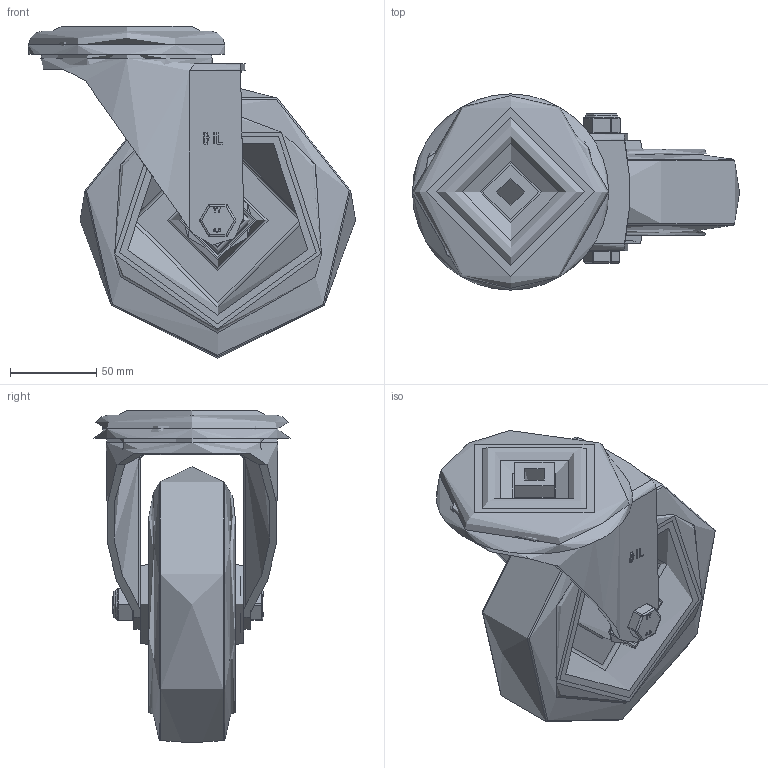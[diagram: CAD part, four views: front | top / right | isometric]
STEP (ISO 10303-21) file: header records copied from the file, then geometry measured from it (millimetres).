
FILE_DESCRIPTION(/* description */ (''),/* implementation_level */ '2;1');
FILE_NAME(/* name */ 'BZMM160SRNBBH16.step',/* time_stamp */ '2024-10-21T12:03:26+01:00',/* author */ (''),/* organization */ (''),/* preprocessor_version */ 'ST-DEVELOPER v20',/* originating_system */ 'Autodesk Translation Framework v13.20.0.188',/* authorisation */ '');
FILE_SCHEMA (('AUTOMOTIVE_DESIGN { 1 0 10303 214 3 1 1 }'));
Length unit declared in the file: millimetre
Products named in the file (19): BZMM160SRNBBH16; BZMM150ASBH16 v1; ZINC PLATED, PRESSED STEEL HEAD; ZINC PLATED, PRESSED STEEL FORKS; BZH160WSRNRB v1; 65 SHORE A ELASTIC RUBBER TYRE; NYLON RIM; ROLLER BEARING; CAGE; Pattern; RIBS; TUBEM20X60 v1; ZINC PLATED STEEL TUBE; HEXBOLTM12X80Z8.8 v2; GRADE 8.8 ZINC PLATED BOLT; NYLOCM12Z v1; NYLOC NUT; NUT; RUBBER
Assembly tree (25 placements, depth 5):
  BZMM160SRNBBH16
    BZMM150ASBH16 v1
      ZINC PLATED, PRESSED STEEL HEAD
      ZINC PLATED, PRESSED STEEL FORKS
    BZH160WSRNRB v1
      65 SHORE A ELASTIC RUBBER TYRE
      NYLON RIM
      ROLLER BEARING
        CAGE
        Pattern
          RIBS  x8
    TUBEM20X60 v1
      ZINC PLATED STEEL TUBE
    HEXBOLTM12X80Z8.8 v2
      GRADE 8.8 ZINC PLATED BOLT
    NYLOCM12Z v1
      NYLOC NUT
        NUT
        RUBBER
Bounding box: 190 x 114 x 192.9 mm (x, y, z)
Volume: 841291 mm3; surface area: 237963.8 mm2
Topology: 17 solids, 17 shells, 473 faces, 1174 edges, 751 vertices
Faces by surface type: plane 231, cylinder 134, bspline 51, torus 28, sphere 18, cone 11
Full cylindrical faces by diameter (mm): 5 x8, 9.836 x18, 11.834 x18, 12 x3, 12.2 x2, 12.5 x1, 14 x2, 16.2 x1, 18 x1, 18.5 x1, 19.9 x1, 20 x1, 30 x2, 32.5 x3, 40 x1, 41 x1, 47 x1, 51.5 x1, 74 x1, 91.5 x1, 99.5 x1, 104 x1, 114 x1, 120 x2
Entity records: 20687 total; most frequent: CARTESIAN_POINT 9475, ORIENTED_EDGE 2306, DIRECTION 2133, EDGE_CURVE 1153, AXIS2_PLACEMENT_3D 783, VERTEX_POINT 737, LINE 567, VECTOR 567
